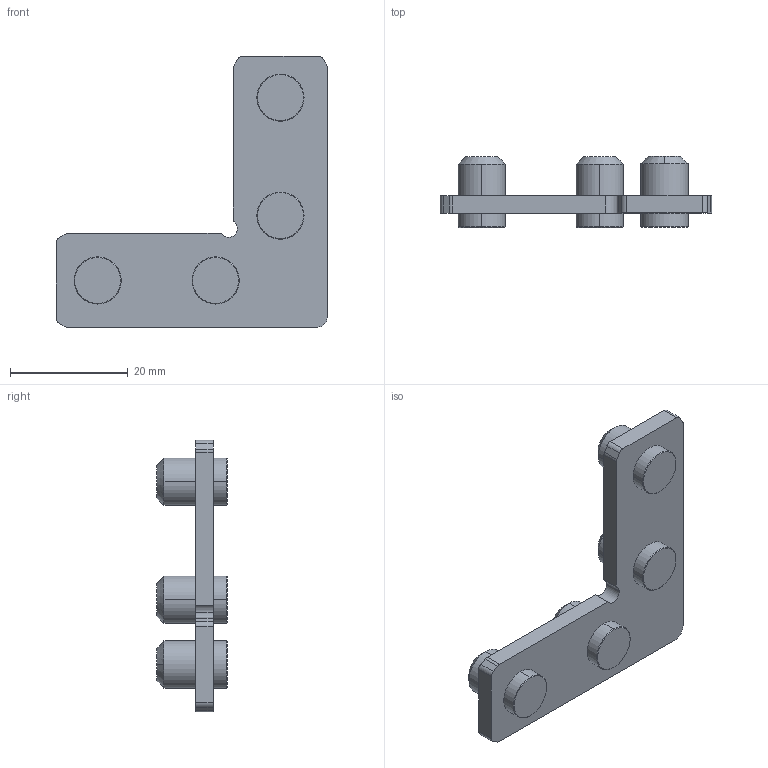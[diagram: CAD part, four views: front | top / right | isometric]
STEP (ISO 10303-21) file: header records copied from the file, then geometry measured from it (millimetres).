
FILE_DESCRIPTION (( 'STEP AP203' ), '1' );
FILE_NAME ('3_842_535_627_Bosch.step', '2024-06-04T12:59:08', ( '' ), ( '' ), 'SwSTEP 2.0', 'SolidWorks 2014', '' );
FILE_SCHEMA (( 'CONFIG_CONTROL_DESIGN' ));
Length unit declared in the file: millimetre
Products named in the file (1): 3_842_535_627_Bosch
Bounding box: 46 x 12 x 46 mm (x, y, z)
Volume: 5365.9 mm3; surface area: 3778.1 mm2
Topology: 1 solids, 1 shells, 63 faces, 159 edges, 106 vertices
Faces by surface type: cylinder 27, plane 20, cone 16
Entity records: 2016 total; most frequent: DIRECTION 373, CARTESIAN_POINT 329, ORIENTED_EDGE 318, EDGE_CURVE 159, AXIS2_PLACEMENT_3D 150, VERTEX_POINT 106, CIRCLE 86, VECTOR 73
